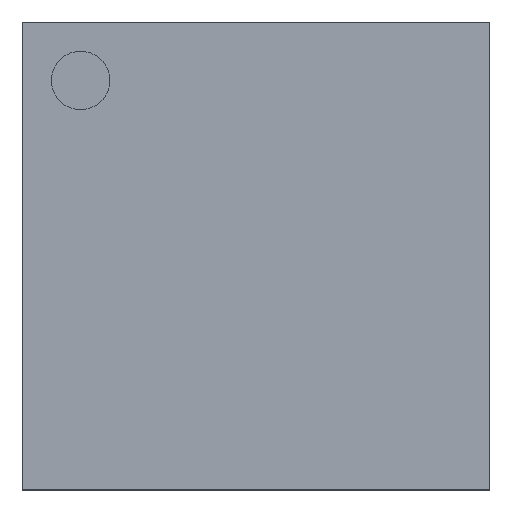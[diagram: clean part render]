
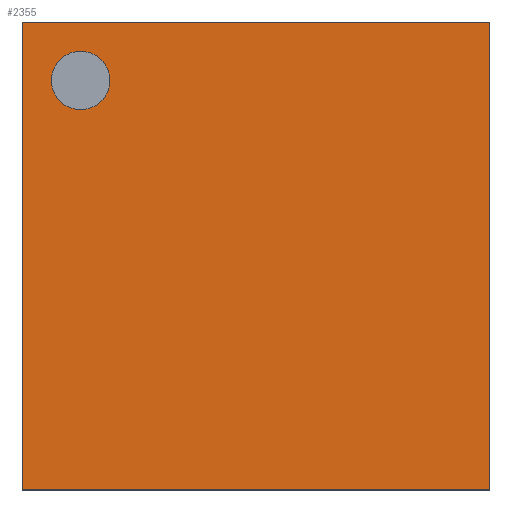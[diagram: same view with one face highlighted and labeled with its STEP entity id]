
A CAD part, top view. The second image highlights one B-rep face of the part: STEP entity #2355.
In plain terms, the highlighted planar face has unit normal (0, 0, 1).
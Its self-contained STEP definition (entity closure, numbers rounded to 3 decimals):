
#73=LINE('',#3360,#385);
#76=LINE('',#3366,#388);
#79=LINE('',#3372,#391);
#82=LINE('',#3376,#394);
#385=VECTOR('',#2716,4.);
#388=VECTOR('',#2721,4.);
#391=VECTOR('',#2726,4.);
#394=VECTOR('',#2731,4.);
#701=PLANE('',#2546);
#855=FACE_BOUND('',#1027,.T.);
#864=FACE_OUTER_BOUND('',#1026,.T.);
#1026=EDGE_LOOP('',(#1737,#1738,#1739,#1740));
#1027=EDGE_LOOP('',(#1741));
#1183=CIRCLE('',#2539,0.25);
#1187=VERTEX_POINT('',#3350);
#1190=VERTEX_POINT('',#3357);
#1191=VERTEX_POINT('',#3359);
#1193=VERTEX_POINT('',#3365);
#1195=VERTEX_POINT('',#3371);
#1399=EDGE_CURVE('',#1187,#1187,#1183,.T.);
#1402=EDGE_CURVE('',#1191,#1190,#73,.T.);
#1405=EDGE_CURVE('',#1193,#1191,#76,.T.);
#1408=EDGE_CURVE('',#1195,#1193,#79,.T.);
#1411=EDGE_CURVE('',#1190,#1195,#82,.T.);
#1737=ORIENTED_EDGE('',*,*,#1411,.T.);
#1738=ORIENTED_EDGE('',*,*,#1408,.T.);
#1739=ORIENTED_EDGE('',*,*,#1405,.T.);
#1740=ORIENTED_EDGE('',*,*,#1402,.T.);
#1741=ORIENTED_EDGE('',*,*,#1399,.T.);
#2355=ADVANCED_FACE('',(#864,#855),#701,.T.);
#2539=AXIS2_PLACEMENT_3D('',#3351,#2708,#2709);
#2546=AXIS2_PLACEMENT_3D('',#3378,#2734,#2735);
#2708=DIRECTION('center_axis',(0.,0.,-1.));
#2709=DIRECTION('ref_axis',(-1.,0.,0.));
#2716=DIRECTION('',(0.,1.,0.));
#2721=DIRECTION('',(1.,0.,0.));
#2726=DIRECTION('',(0.,-1.,0.));
#2731=DIRECTION('',(-1.,0.,0.));
#2734=DIRECTION('center_axis',(0.,0.,1.));
#2735=DIRECTION('ref_axis',(1.,0.,0.));
#3350=CARTESIAN_POINT('',(-1.25,1.5,1.49));
#3351=CARTESIAN_POINT('Origin',(-1.5,1.5,1.49));
#3357=CARTESIAN_POINT('',(2.,2.,1.49));
#3359=CARTESIAN_POINT('',(2.,-2.,1.49));
#3360=CARTESIAN_POINT('',(2.,2.,1.49));
#3365=CARTESIAN_POINT('',(-2.,-2.,1.49));
#3366=CARTESIAN_POINT('',(2.,-2.,1.49));
#3371=CARTESIAN_POINT('',(-2.,2.,1.49));
#3372=CARTESIAN_POINT('',(-2.,-2.,1.49));
#3376=CARTESIAN_POINT('',(-2.,2.,1.49));
#3378=CARTESIAN_POINT('Origin',(0.,0.,1.49));
